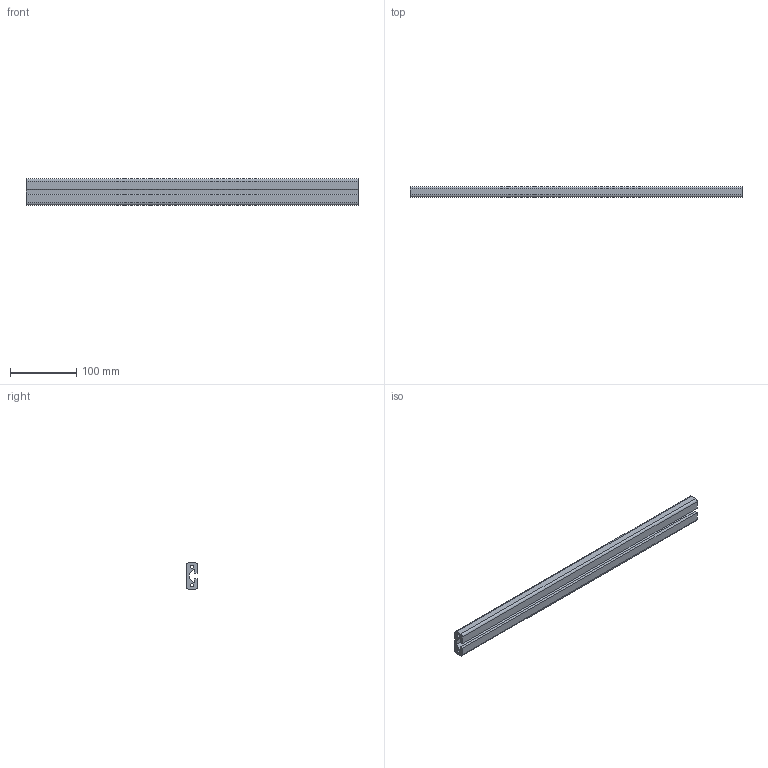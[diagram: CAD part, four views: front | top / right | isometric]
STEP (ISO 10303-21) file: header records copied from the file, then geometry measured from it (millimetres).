
FILE_DESCRIPTION (( 'STEP AP214' ), '1' );
FILE_NAME ('RP1010 8 40x16 Normal.STEP', '2026-02-13T11:36:24', ( '' ), ( '' ), 'SwSTEP 2.0', 'SolidWorks 2026', '' );
FILE_SCHEMA (( 'AUTOMOTIVE_DESIGN' ));
Length unit declared in the file: millimetre
Products named in the file (1): RP1010 8 40x16 Normal
Bounding box: 500 x 16 x 40 mm (x, y, z)
Volume: 218691.4 mm3; surface area: 89978.9 mm2
Topology: 1 solids, 1 shells, 24 faces, 66 edges, 44 vertices
Faces by surface type: plane 16, cylinder 8
Entity records: 797 total; most frequent: CARTESIAN_POINT 135, DIRECTION 132, ORIENTED_EDGE 132, EDGE_CURVE 66, LINE 50, VECTOR 50, VERTEX_POINT 44, AXIS2_PLACEMENT_3D 41
